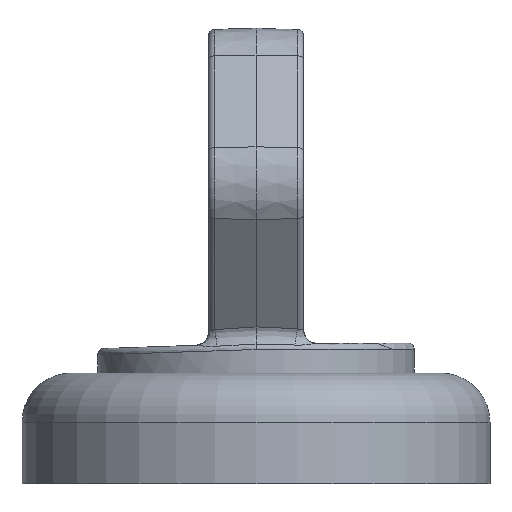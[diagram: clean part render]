
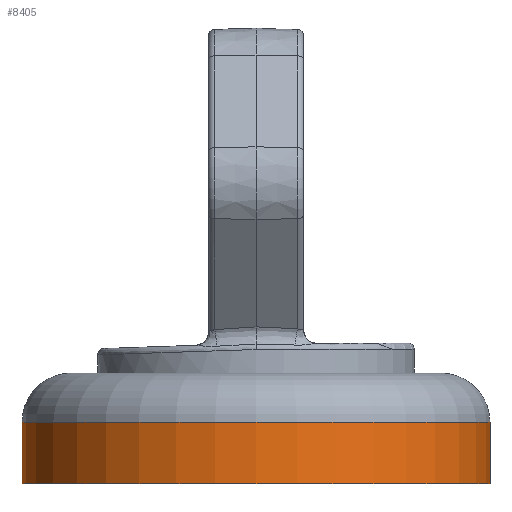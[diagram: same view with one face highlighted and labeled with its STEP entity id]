
A CAD part, front view. The second image highlights one B-rep face of the part: STEP entity #8405.
In plain terms, the highlighted cylindrical face has radius 9.5 mm (diameter 19 mm), a partial arc.
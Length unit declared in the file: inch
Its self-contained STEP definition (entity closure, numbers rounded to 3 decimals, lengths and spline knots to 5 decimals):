
#344 = VERTEX_POINT ( 'NONE', #8777 ) ;
#452 = CARTESIAN_POINT ( 'NONE',  ( 0., 0., 0. ) ) ;
#1196 = LINE ( 'NONE', #6844, #4771 ) ;
#1952 = LINE ( 'NONE', #7692, #3065 ) ;
#2281 = VERTEX_POINT ( 'NONE', #4265 ) ;
#2743 = CIRCLE ( 'NONE', #8731, 0.37402 ) ;
#3035 = VERTEX_POINT ( 'NONE', #4437 ) ;
#3065 = VECTOR ( 'NONE', #7792, 39.37008 ) ;
#3091 = EDGE_CURVE ( 'NONE', #344, #8952, #10355, .T. ) ;
#3147 = ORIENTED_EDGE ( 'NONE', *, *, #3091, .T. ) ;
#3629 = CARTESIAN_POINT ( 'NONE',  ( 0., 0., -0.17717 ) ) ;
#3686 = CYLINDRICAL_SURFACE ( 'NONE', #7025, 0.37402 ) ;
#3791 = DIRECTION ( 'NONE',  ( 1., 0., 0. ) ) ;
#4265 = CARTESIAN_POINT ( 'NONE',  ( 0.37402, 0., -0.07874 ) ) ;
#4437 = CARTESIAN_POINT ( 'NONE',  ( -0.37402, 0., -0.07874 ) ) ;
#4771 = VECTOR ( 'NONE', #10139, 39.37008 ) ;
#5075 = CARTESIAN_POINT ( 'NONE',  ( 0., 0., -0.07874 ) ) ;
#5283 = FACE_OUTER_BOUND ( 'NONE', #7632, .T. ) ;
#5872 = ORIENTED_EDGE ( 'NONE', *, *, #8280, .F. ) ;
#6002 = CARTESIAN_POINT ( 'NONE',  ( 0.37402, 0., -0.17717 ) ) ;
#6218 = EDGE_CURVE ( 'NONE', #344, #3035, #1196, .T. ) ;
#6844 = CARTESIAN_POINT ( 'NONE',  ( -0.37402, 0., 0. ) ) ;
#6903 = DIRECTION ( 'NONE',  ( 1., 0., 0. ) ) ;
#7025 = AXIS2_PLACEMENT_3D ( 'NONE', #452, #9346, #3791 ) ;
#7203 = ORIENTED_EDGE ( 'NONE', *, *, #10585, .T. ) ;
#7632 = EDGE_LOOP ( 'NONE', ( #8586, #3147, #7203, #5872 ) ) ;
#7692 = CARTESIAN_POINT ( 'NONE',  ( 0.37402, 0., 0. ) ) ;
#7757 = DIRECTION ( 'NONE',  ( 0., 0., 1. ) ) ;
#7792 = DIRECTION ( 'NONE',  ( 0., 0., 1. ) ) ;
#8280 = EDGE_CURVE ( 'NONE', #3035, #2281, #2743, .T. ) ;
#8405 = ADVANCED_FACE ( 'NONE', ( #5283 ), #3686, .T. ) ;
#8586 = ORIENTED_EDGE ( 'NONE', *, *, #6218, .F. ) ;
#8731 = AXIS2_PLACEMENT_3D ( 'NONE', #5075, #9236, #10042 ) ;
#8777 = CARTESIAN_POINT ( 'NONE',  ( -0.37402, 0., -0.17717 ) ) ;
#8952 = VERTEX_POINT ( 'NONE', #6002 ) ;
#9236 = DIRECTION ( 'NONE',  ( 0., 0., 1. ) ) ;
#9329 = AXIS2_PLACEMENT_3D ( 'NONE', #3629, #7757, #6903 ) ;
#9346 = DIRECTION ( 'NONE',  ( 0., 0., 1. ) ) ;
#10042 = DIRECTION ( 'NONE',  ( 1., 0., 0. ) ) ;
#10139 = DIRECTION ( 'NONE',  ( 0., 0., 1. ) ) ;
#10355 = CIRCLE ( 'NONE', #9329, 0.37402 ) ;
#10585 = EDGE_CURVE ( 'NONE', #8952, #2281, #1952, .T. ) ;
